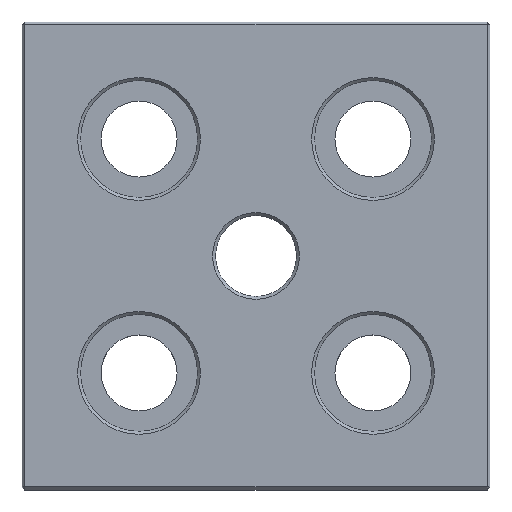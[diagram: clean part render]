
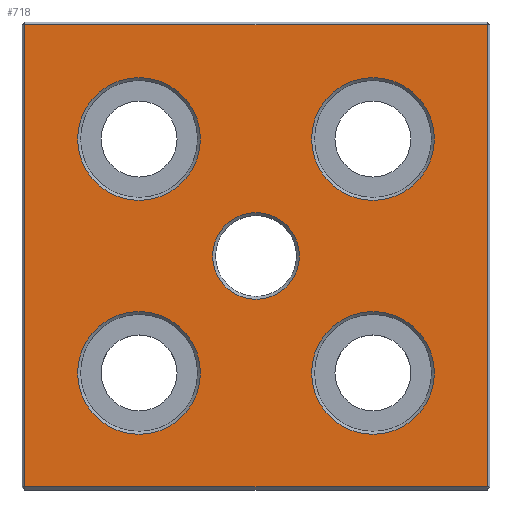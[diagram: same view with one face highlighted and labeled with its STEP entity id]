
A CAD part, top view. The second image highlights one B-rep face of the part: STEP entity #718.
In plain terms, the highlighted planar face has unit normal (0, 0, 1).
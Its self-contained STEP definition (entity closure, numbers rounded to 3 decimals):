
#20=FACE_BOUND('',#127,.T.);
#21=FACE_BOUND('',#128,.T.);
#22=FACE_BOUND('',#129,.T.);
#23=FACE_BOUND('',#130,.T.);
#24=FACE_BOUND('',#131,.T.);
#30=PLANE('',#796);
#72=FACE_OUTER_BOUND('',#126,.T.);
#126=EDGE_LOOP('',(#527,#528,#529,#530));
#127=EDGE_LOOP('',(#531));
#128=EDGE_LOOP('',(#532));
#129=EDGE_LOOP('',(#533));
#130=EDGE_LOOP('',(#534));
#131=EDGE_LOOP('',(#535));
#187=LINE('',#1135,#254);
#188=LINE('',#1137,#255);
#189=LINE('',#1139,#256);
#190=LINE('',#1140,#257);
#254=VECTOR('',#902,10.);
#255=VECTOR('',#903,10.);
#256=VECTOR('',#904,10.);
#257=VECTOR('',#905,10.);
#322=CIRCLE('',#795,7.418);
#323=CIRCLE('',#797,10.5);
#324=CIRCLE('',#798,10.5);
#325=CIRCLE('',#799,10.5);
#326=CIRCLE('',#800,10.5);
#359=VERTEX_POINT('',#1129);
#360=VERTEX_POINT('',#1133);
#361=VERTEX_POINT('',#1134);
#362=VERTEX_POINT('',#1136);
#363=VERTEX_POINT('',#1138);
#364=VERTEX_POINT('',#1141);
#365=VERTEX_POINT('',#1143);
#366=VERTEX_POINT('',#1145);
#367=VERTEX_POINT('',#1147);
#418=EDGE_CURVE('',#359,#359,#322,.T.);
#420=EDGE_CURVE('',#360,#361,#187,.T.);
#421=EDGE_CURVE('',#362,#360,#188,.T.);
#422=EDGE_CURVE('',#363,#362,#189,.T.);
#423=EDGE_CURVE('',#361,#363,#190,.T.);
#424=EDGE_CURVE('',#364,#364,#323,.T.);
#425=EDGE_CURVE('',#365,#365,#324,.T.);
#426=EDGE_CURVE('',#366,#366,#325,.T.);
#427=EDGE_CURVE('',#367,#367,#326,.T.);
#527=ORIENTED_EDGE('',*,*,#420,.F.);
#528=ORIENTED_EDGE('',*,*,#421,.F.);
#529=ORIENTED_EDGE('',*,*,#422,.F.);
#530=ORIENTED_EDGE('',*,*,#423,.F.);
#531=ORIENTED_EDGE('',*,*,#424,.F.);
#532=ORIENTED_EDGE('',*,*,#425,.F.);
#533=ORIENTED_EDGE('',*,*,#426,.F.);
#534=ORIENTED_EDGE('',*,*,#427,.F.);
#535=ORIENTED_EDGE('',*,*,#418,.F.);
#718=ADVANCED_FACE('',(#72,#20,#21,#22,#23,#24),#30,.T.);
#795=AXIS2_PLACEMENT_3D('',#1130,#897,#898);
#796=AXIS2_PLACEMENT_3D('',#1132,#900,#901);
#797=AXIS2_PLACEMENT_3D('',#1142,#906,#907);
#798=AXIS2_PLACEMENT_3D('',#1144,#908,#909);
#799=AXIS2_PLACEMENT_3D('',#1146,#910,#911);
#800=AXIS2_PLACEMENT_3D('',#1148,#912,#913);
#897=DIRECTION('center_axis',(0.,0.,1.));
#898=DIRECTION('ref_axis',(-1.,0.,0.));
#900=DIRECTION('center_axis',(0.,0.,1.));
#901=DIRECTION('ref_axis',(1.,0.,0.));
#902=DIRECTION('',(0.,-1.,0.));
#903=DIRECTION('',(1.,0.,0.));
#904=DIRECTION('',(0.,1.,0.));
#905=DIRECTION('',(-1.,0.,0.));
#906=DIRECTION('center_axis',(0.,0.,1.));
#907=DIRECTION('ref_axis',(-1.,0.,0.));
#908=DIRECTION('center_axis',(0.,0.,1.));
#909=DIRECTION('ref_axis',(-1.,0.,0.));
#910=DIRECTION('center_axis',(0.,0.,1.));
#911=DIRECTION('ref_axis',(-1.,0.,0.));
#912=DIRECTION('center_axis',(0.,0.,1.));
#913=DIRECTION('ref_axis',(-1.,0.,0.));
#1129=CARTESIAN_POINT('',(7.418,0.,12.));
#1130=CARTESIAN_POINT('Origin',(0.,0.,12.));
#1132=CARTESIAN_POINT('Origin',(0.,0.,12.));
#1133=CARTESIAN_POINT('',(39.5,39.5,12.));
#1134=CARTESIAN_POINT('',(39.5,-39.5,12.));
#1135=CARTESIAN_POINT('',(39.5,20.,12.));
#1136=CARTESIAN_POINT('',(-39.5,39.5,12.));
#1137=CARTESIAN_POINT('',(-20.,39.5,12.));
#1138=CARTESIAN_POINT('',(-39.5,-39.5,12.));
#1139=CARTESIAN_POINT('',(-39.5,-20.,12.));
#1140=CARTESIAN_POINT('',(20.,-39.5,12.));
#1141=CARTESIAN_POINT('',(30.5,-20.,12.));
#1142=CARTESIAN_POINT('Origin',(20.,-20.,12.));
#1143=CARTESIAN_POINT('',(-9.5,20.,12.));
#1144=CARTESIAN_POINT('Origin',(-20.,20.,12.));
#1145=CARTESIAN_POINT('',(-9.5,-20.,12.));
#1146=CARTESIAN_POINT('Origin',(-20.,-20.,12.));
#1147=CARTESIAN_POINT('',(30.5,20.,12.));
#1148=CARTESIAN_POINT('Origin',(20.,20.,12.));
